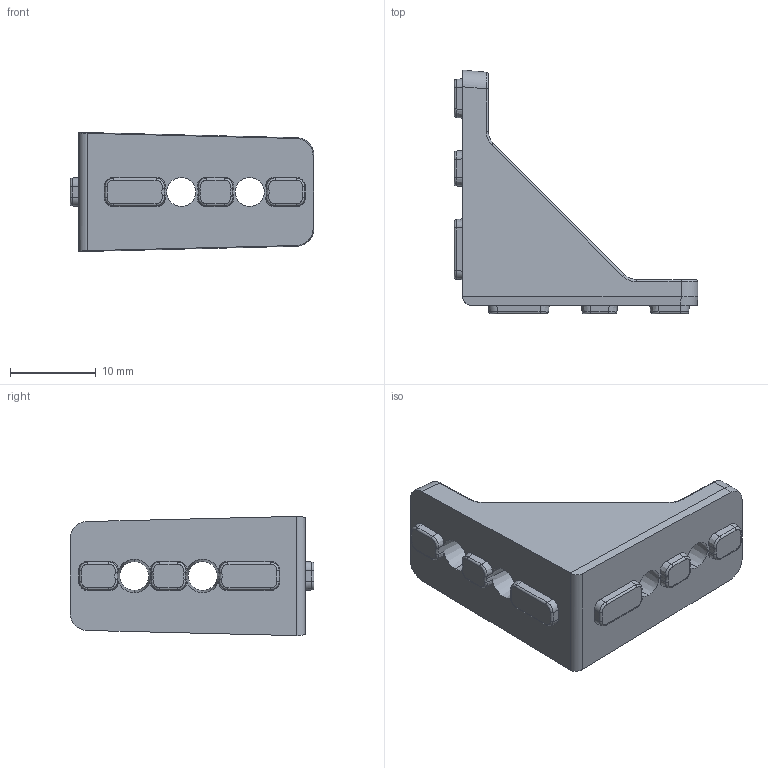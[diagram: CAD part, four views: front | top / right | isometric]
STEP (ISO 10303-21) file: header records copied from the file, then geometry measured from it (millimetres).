
FILE_DESCRIPTION (( 'STEP AP203' ), '1' );
FILE_NAME ('REV-41-1320_Default.step', '2016-09-04T21:38:36', ( '' ), ( '' ), 'SwSTEP 2.0', 'SolidWorks 2015', '' );
FILE_SCHEMA (( 'CONFIG_CONTROL_DESIGN' ));
Length unit declared in the file: inch
Products named in the file (1): REV-41-1320_Default
Bounding box: 28.5 x 28.5 x 13.95 mm (x, y, z)
Volume: 2477.7 mm3; surface area: 2326.1 mm2
Topology: 1 solids, 1 shells, 165 faces, 405 edges, 238 vertices
Faces by surface type: bspline 66, cylinder 50, plane 37, cone 12
Entity records: 7232 total; most frequent: CARTESIAN_POINT 3968, ORIENTED_EDGE 798, DIRECTION 426, EDGE_CURVE 399, VERTEX_POINT 238, EDGE_LOOP 175, B_SPLINE_CURVE_WITH_KNOTS 174, ADVANCED_FACE 165
